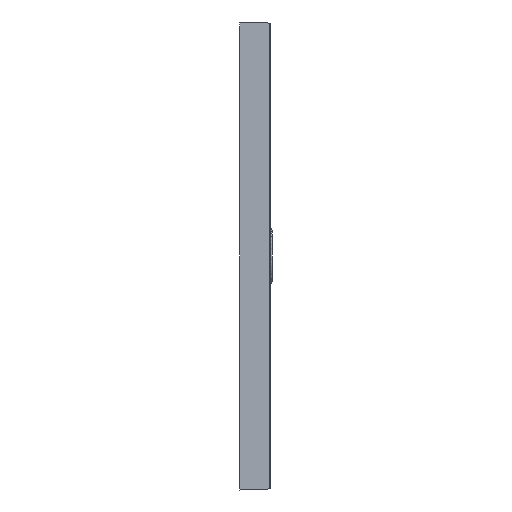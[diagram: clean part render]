
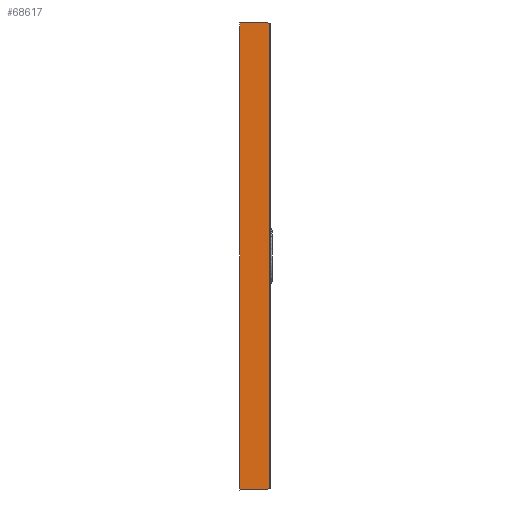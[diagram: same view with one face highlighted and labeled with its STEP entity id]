
A CAD part, left-side view. The second image highlights one B-rep face of the part: STEP entity #68617.
In plain terms, the highlighted planar face has unit normal (-0.999, -0.035, 0).
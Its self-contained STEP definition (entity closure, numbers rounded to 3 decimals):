
#460 = AXIS2_PLACEMENT_3D ( 'NONE', #16498, #37807, #15816 ) ;
#1333 = ORIENTED_EDGE ( 'NONE', *, *, #44913, .T. ) ;
#3748 = ORIENTED_EDGE ( 'NONE', *, *, #20211, .T. ) ;
#7237 = EDGE_LOOP ( 'NONE', ( #33266, #1333, #36858, #3748 ) ) ;
#7961 = CARTESIAN_POINT ( 'NONE',  ( 2.028, 1.93, 447.972 ) ) ;
#11992 = LINE ( 'NONE', #21799, #29251 ) ;
#12955 = DIRECTION ( 'NONE',  ( 0.035, -0.999, 0.035 ) ) ;
#14011 = EDGE_CURVE ( 'NONE', #36762, #33746, #45099, .T. ) ;
#15816 = DIRECTION ( 'NONE',  ( 0.035, -0.999, 0. ) ) ;
#16331 = CARTESIAN_POINT ( 'NONE',  ( 2.028, 1.93, 447.905 ) ) ;
#16498 = CARTESIAN_POINT ( 'NONE',  ( 0., 60., 425. ) ) ;
#20211 = EDGE_CURVE ( 'NONE', #24777, #36762, #11992, .T. ) ;
#21799 = CARTESIAN_POINT ( 'NONE',  ( 0., 60., 425. ) ) ;
#24777 = VERTEX_POINT ( 'NONE', #30225 ) ;
#29251 = VECTOR ( 'NONE', #58854, 1000. ) ;
#30225 = CARTESIAN_POINT ( 'NONE',  ( 0., 60., 450. ) ) ;
#31463 = LINE ( 'NONE', #48552, #51951 ) ;
#32235 = FACE_OUTER_BOUND ( 'NONE', #7237, .T. ) ;
#32400 = LINE ( 'NONE', #16331, #38965 ) ;
#33266 = ORIENTED_EDGE ( 'NONE', *, *, #14011, .T. ) ;
#33746 = VERTEX_POINT ( 'NONE', #60816 ) ;
#34632 = CARTESIAN_POINT ( 'NONE',  ( 0.011, 59.686, -449.989 ) ) ;
#36283 = VECTOR ( 'NONE', #12955, 1000. ) ;
#36762 = VERTEX_POINT ( 'NONE', #40047 ) ;
#36858 = ORIENTED_EDGE ( 'NONE', *, *, #57682, .F. ) ;
#37807 = DIRECTION ( 'NONE',  ( -0.999, -0.035, 0. ) ) ;
#38965 = VECTOR ( 'NONE', #53714, 1000. ) ;
#40047 = CARTESIAN_POINT ( 'NONE',  ( 0., 60., -450. ) ) ;
#42366 = PLANE ( 'NONE',  #460 ) ;
#42624 = DIRECTION ( 'NONE',  ( 0.035, -0.999, -0.035 ) ) ;
#44913 = EDGE_CURVE ( 'NONE', #33746, #67765, #32400, .T. ) ;
#45099 = LINE ( 'NONE', #34632, #36283 ) ;
#48552 = CARTESIAN_POINT ( 'NONE',  ( 0.03, 59.129, 449.97 ) ) ;
#51951 = VECTOR ( 'NONE', #42624, 1000. ) ;
#53714 = DIRECTION ( 'NONE',  ( 0., 0., 1. ) ) ;
#57682 = EDGE_CURVE ( 'NONE', #24777, #67765, #31463, .T. ) ;
#58854 = DIRECTION ( 'NONE',  ( 0., 0., -1. ) ) ;
#60816 = CARTESIAN_POINT ( 'NONE',  ( 2.028, 1.93, -447.972 ) ) ;
#67765 = VERTEX_POINT ( 'NONE', #7961 ) ;
#68617 = ADVANCED_FACE ( 'NONE', ( #32235 ), #42366, .T. ) ;
